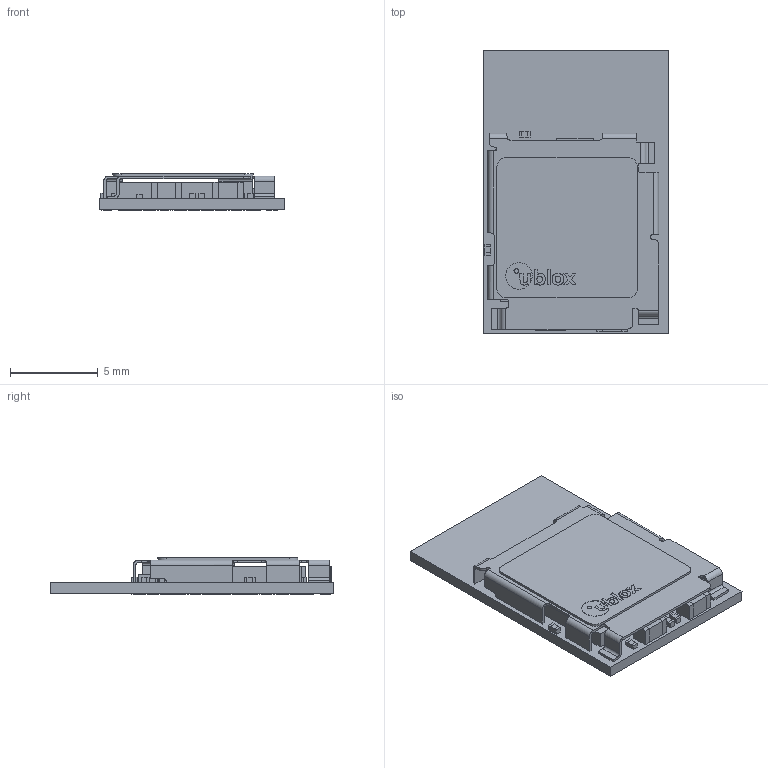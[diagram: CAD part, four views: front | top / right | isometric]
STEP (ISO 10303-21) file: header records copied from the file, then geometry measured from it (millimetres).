
FILE_DESCRIPTION (( 'STEP AP214' ), '1' );
FILE_NAME ('R41Z.STEP', '2020-06-10T23:07:23', ( '' ), ( '' ), 'SwSTEP 2.0', 'SolidWorks 2017', '' );
FILE_SCHEMA (( 'AUTOMOTIVE_DESIGN' ));
Length unit declared in the file: millimetre
Products named in the file (69): 5827952480; Extruded_13; C7; 6369135168; label_8x8; Extruded; C8; C3; R41Z; logo_x_4mm; Extruded_4; C4; Extruded_5; L1; R1; C2; 6369134528; L7; C1; L5; Extruded_2; C5; 5827944480; label_with_logo_8x8; 5827951920; Extruded_15; 5827952560; X1; pcb_1620_1060_064; logo_full_4mm; 472-00007_v3; Extruded_10; logo_l_4mm; 5827943680; U1; C15; 5827944240; 5827947360; R41Z-pads; 6369133968 ...
Assembly tree (120 placements, depth 4):
  R41Z
    C1
      5827951920
        Extruded
      6369133248  x2
        Extruded_2
    C2
      5827951920
        Extruded
      5827952480  x2
        Extruded_3
    C3
      5827951920
        Extruded
      5827952480  x2
        Extruded_3
    C4
      5827951920
        Extruded
      6369133248  x2
        Extruded_2
    C5
      5827947360  x2
        Extruded_4
      5827946960
        Extruded_5
    C6
      5827951920
        Extruded
      6369133248  x2
        Extruded_2
    C7
      5827951920
        Extruded
      6369133248  x2
        Extruded_2
    C8
      5827951920
        Extruded
      6369133248  x2
        Extruded_2
    C9
      5827950880
        Extruded_6
      5827950640  x2
        Extruded_7
    C10
      5827951920
        Extruded
      5827952480  x2
        Extruded_3
    C11
      5827951920
        Extruded
      6369133248  x2
        Extruded_2
    C12
      5827950880
        Extruded_6
      5827950640  x2
Bounding box: 10.6 x 16.2 x 2.11 mm (x, y, z)
Volume: 190.3 mm3; surface area: 1005.4 mm2
Topology: 121 solids, 121 shells, 1086 faces, 2520 edges, 1676 vertices
Faces by surface type: plane 802, cylinder 224, bspline 60
Entity records: 28416 total; most frequent: CARTESIAN_POINT 4936, DIRECTION 3982, ORIENTED_EDGE 3792, EDGE_CURVE 1896, LINE 1330, VECTOR 1330, AXIS2_PLACEMENT_3D 1326, VERTEX_POINT 1260
